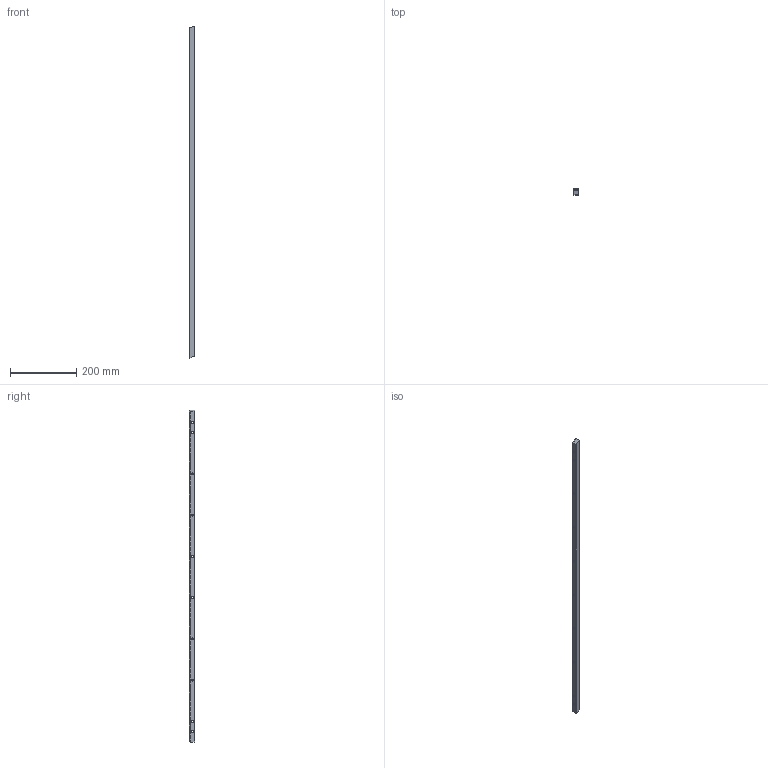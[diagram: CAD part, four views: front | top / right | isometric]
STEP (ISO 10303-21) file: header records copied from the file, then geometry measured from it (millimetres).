
FILE_DESCRIPTION (( 'STEP AP203' ), '1' );
FILE_NAME ('74020012.step', '2020-10-13T13:30:37', ( '' ), ( '' ), 'SwSTEP 2.0', 'SolidWorks 2019', '' );
FILE_SCHEMA (( 'CONFIG_CONTROL_DESIGN' ));
Length unit declared in the file: inch
Products named in the file (1): 74020012
Bounding box: 17 x 17 x 1006.03 mm (x, y, z)
Volume: 253015.4 mm3; surface area: 82978.9 mm2
Topology: 1 solids, 1 shells, 1252 faces, 3726 edges, 2484 vertices
Faces by surface type: plane 1015, bspline 201, cylinder 36
Entity records: 41884 total; most frequent: CARTESIAN_POINT 10076, ORIENTED_EDGE 7452, DIRECTION 5500, EDGE_CURVE 3726, VECTOR 3252, LINE 3252, VERTEX_POINT 2484, EDGE_LOOP 1280
